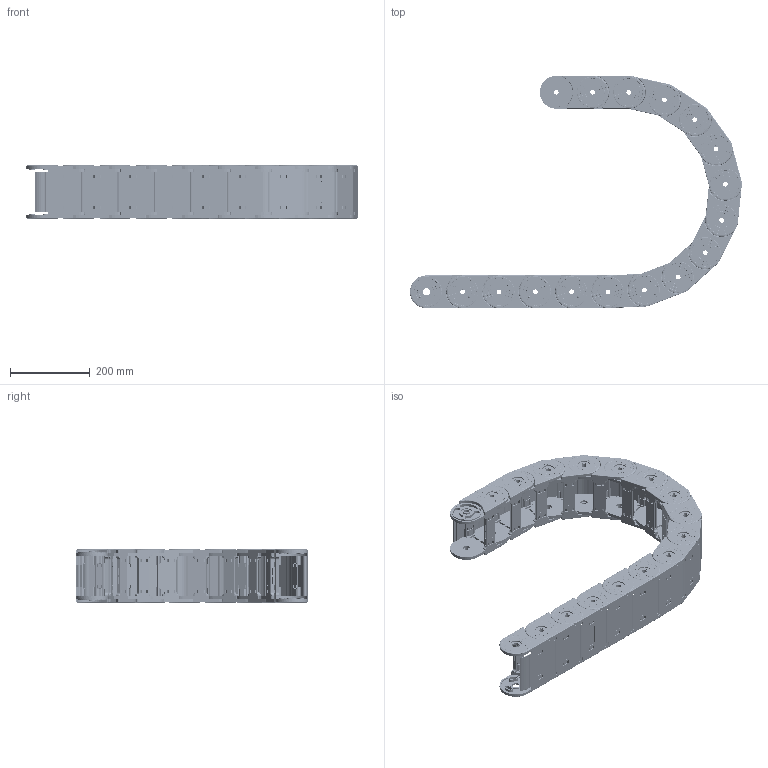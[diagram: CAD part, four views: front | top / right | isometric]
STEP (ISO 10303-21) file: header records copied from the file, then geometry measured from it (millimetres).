
FILE_DESCRIPTION (( 'STEP AP214' ), '1' );
FILE_NAME ('CK60-Y100-R250.STEP', '2019-09-06T11:51:50', ( '' ), ( '' ), 'SwSTEP 2.0', 'SolidWorks 2017', '' );
FILE_SCHEMA (( 'AUTOMOTIVE_DESIGN' ));
Length unit declared in the file: millimetre
Products named in the file (2): CK60-Y100-R250; CK60-Y100
Assembly tree (16 placements, depth 2):
  CK60-Y100-R250
    CK60-Y100  x16
Bounding box: 831.65 x 582.21 x 133.06 mm (x, y, z)
Volume: 3821267.6 mm3; surface area: 2133820 mm2
Topology: 64 solids, 64 shells, 14576 faces, 38480 edges, 25056 vertices
Faces by surface type: plane 6368, cylinder 4464, bspline 3168, torus 448, sphere 128
Entity records: 37692 total; most frequent: CARTESIAN_POINT 16585, ORIENTED_EDGE 4794, DIRECTION 3835, EDGE_CURVE 2397, VERTEX_POINT 1566, VECTOR 1331, LINE 1331, AXIS2_PLACEMENT_3D 1252
